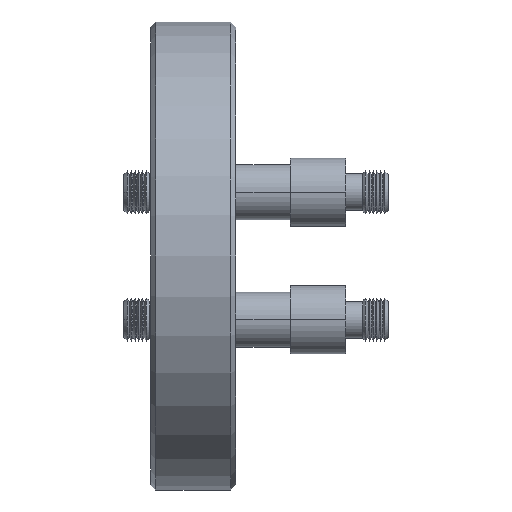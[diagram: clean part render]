
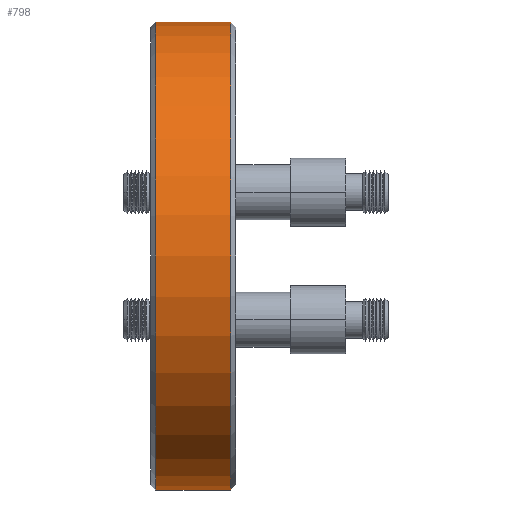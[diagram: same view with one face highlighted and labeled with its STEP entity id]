
A CAD part, left-side view. The second image highlights one B-rep face of the part: STEP entity #798.
In plain terms, the highlighted cylindrical face has radius 34.925 mm (diameter 69.85 mm), a partial arc.
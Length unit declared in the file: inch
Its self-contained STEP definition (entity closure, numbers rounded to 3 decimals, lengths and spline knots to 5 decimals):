
#798 = ADVANCED_FACE ( 'NONE', ( #9654 ), #9657, .T. ) ;
#942 = CIRCLE ( 'NONE', #949, 1.375 ) ;
#949 = AXIS2_PLACEMENT_3D ( 'NONE', #8989, #8990, #8991 ) ;
#1163 = VECTOR ( 'NONE', #2998, 39.37008 ) ;
#1164 = AXIS2_PLACEMENT_3D ( 'NONE', #2988, #2989, #2990 ) ;
#1167 = VECTOR ( 'NONE', #2992, 39.37008 ) ;
#1169 = CIRCLE ( 'NONE', #1164, 1.375 ) ;
#2939 = CARTESIAN_POINT ( 'NONE',  ( 0., 0., -1.375 ) ) ;
#2987 = LINE ( 'NONE', #2939, #1167 ) ;
#2988 = CARTESIAN_POINT ( 'NONE',  ( 0., -1.14312, 0. ) ) ;
#2989 = DIRECTION ( 'NONE',  ( 0., 1., 0. ) ) ;
#2990 = DIRECTION ( 'NONE',  ( 0., 0., 1. ) ) ;
#2991 = CARTESIAN_POINT ( 'NONE',  ( 0., 0., 1.375 ) ) ;
#2992 = DIRECTION ( 'NONE',  ( 0., 1., 0. ) ) ;
#2994 = LINE ( 'NONE', #2991, #1163 ) ;
#2998 = DIRECTION ( 'NONE',  ( 0., 1., 0. ) ) ;
#3623 = EDGE_CURVE ( 'NONE', #8095, #8099, #1169, .T. ) ;
#3624 = EDGE_CURVE ( 'NONE', #8095, #8109, #2987, .T. ) ;
#3626 = EDGE_CURVE ( 'NONE', #8099, #8110, #2994, .T. ) ;
#3768 = EDGE_LOOP ( 'NONE', ( #7630, #7629, #7628, #7627 ) ) ;
#4589 = CARTESIAN_POINT ( 'NONE',  ( 0., -1.14312, -1.375 ) ) ;
#4593 = CARTESIAN_POINT ( 'NONE',  ( 0., -1.14312, 1.375 ) ) ;
#4603 = CARTESIAN_POINT ( 'NONE',  ( 0., -0.70312, -1.375 ) ) ;
#4604 = CARTESIAN_POINT ( 'NONE',  ( 0., -0.70312, 1.375 ) ) ;
#6194 = AXIS2_PLACEMENT_3D ( 'NONE', #9655, #9651, #9658 ) ;
#7627 = ORIENTED_EDGE ( 'NONE', *, *, #8635, .F. ) ;
#7628 = ORIENTED_EDGE ( 'NONE', *, *, #3626, .T. ) ;
#7629 = ORIENTED_EDGE ( 'NONE', *, *, #3623, .T. ) ;
#7630 = ORIENTED_EDGE ( 'NONE', *, *, #3624, .F. ) ;
#8095 = VERTEX_POINT ( 'NONE', #4589 ) ;
#8099 = VERTEX_POINT ( 'NONE', #4593 ) ;
#8109 = VERTEX_POINT ( 'NONE', #4603 ) ;
#8110 = VERTEX_POINT ( 'NONE', #4604 ) ;
#8635 = EDGE_CURVE ( 'NONE', #8109, #8110, #942, .T. ) ;
#8989 = CARTESIAN_POINT ( 'NONE',  ( 0., -0.70312, 0. ) ) ;
#8990 = DIRECTION ( 'NONE',  ( 0., 1., 0. ) ) ;
#8991 = DIRECTION ( 'NONE',  ( 0., 0., 1. ) ) ;
#9651 = DIRECTION ( 'NONE',  ( 0., 1., 0. ) ) ;
#9654 = FACE_OUTER_BOUND ( 'NONE', #3768, .T. ) ;
#9655 = CARTESIAN_POINT ( 'NONE',  ( 0., 0., 0. ) ) ;
#9657 = CYLINDRICAL_SURFACE ( 'NONE', #6194, 1.375 ) ;
#9658 = DIRECTION ( 'NONE',  ( 0., 0., 1. ) ) ;
